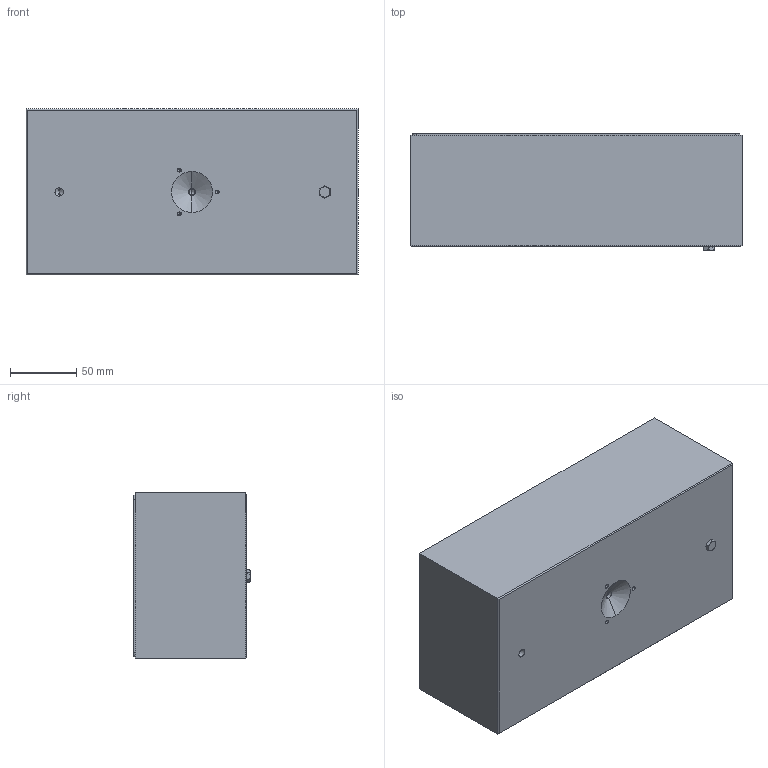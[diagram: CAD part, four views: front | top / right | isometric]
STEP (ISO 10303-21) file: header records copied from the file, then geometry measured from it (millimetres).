
FILE_DESCRIPTION (( 'STEP AP214' ), '1' );
FILE_NAME ('S1212501.STEP', '2019-08-23T19:25:07', ( '' ), ( '' ), 'SwSTEP 2.0', 'SolidWorks 2019', '' );
FILE_SCHEMA (( 'AUTOMOTIVE_DESIGN' ));
Length unit declared in the file: inch
Products named in the file (1): S1212501
Bounding box: 250 x 87.49 x 125 mm (x, y, z)
Volume: 2649654.2 mm3; surface area: 193954.5 mm2
Topology: 3 solids, 3 shells, 109 faces, 257 edges, 155 vertices
Faces by surface type: cylinder 47, plane 40, cone 20, torus 2
Entity records: 4641 total; most frequent: CARTESIAN_POINT 703, DIRECTION 529, ORIENTED_EDGE 490, EDGE_CURVE 245, AXIS2_PLACEMENT_3D 205, VERTEX_POINT 155, EDGE_LOOP 124, LINE 119
